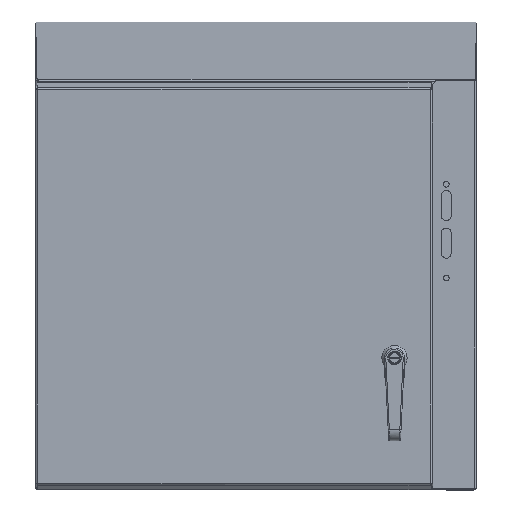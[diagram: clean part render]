
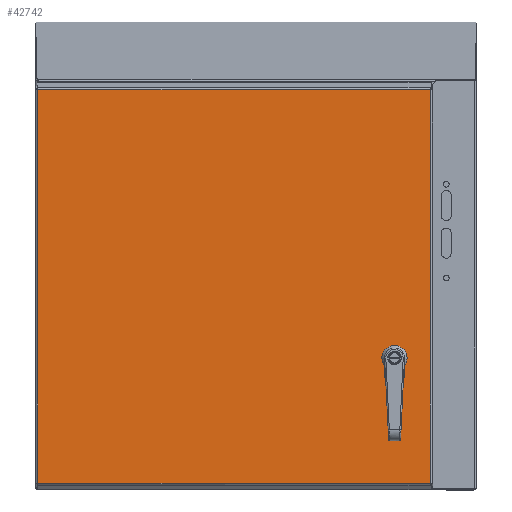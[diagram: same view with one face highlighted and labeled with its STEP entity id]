
A CAD part, top view. The second image highlights one B-rep face of the part: STEP entity #42742.
In plain terms, the highlighted planar face has unit normal (0, 0, 1).
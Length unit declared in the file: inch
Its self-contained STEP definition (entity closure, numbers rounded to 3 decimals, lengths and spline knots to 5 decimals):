
#1667 = LINE ( 'NONE', #59522, #63418 ) ;
#3199 = CARTESIAN_POINT ( 'NONE',  ( 6.91379, -5.09387, 8.8865 ) ) ;
#3586 = DIRECTION ( 'NONE',  ( -1., 0., 0. ) ) ;
#3959 = EDGE_CURVE ( 'NONE', #78855, #83693, #56111, .T. ) ;
#4093 = CARTESIAN_POINT ( 'NONE',  ( -10.89343, 8.30634, 8.8865 ) ) ;
#4901 = VECTOR ( 'NONE', #91472, 39.37008 ) ;
#4914 = CIRCLE ( 'NONE', #83765, 0.453 ) ;
#6084 = EDGE_CURVE ( 'NONE', #56361, #27667, #66701, .T. ) ;
#6191 = EDGE_CURVE ( 'NONE', #83693, #31060, #4914, .T. ) ;
#6602 = VERTEX_POINT ( 'NONE', #51155 ) ;
#7005 = VECTOR ( 'NONE', #113808, 39.37008 ) ;
#7557 = DIRECTION ( 'NONE',  ( 0., 0., 1. ) ) ;
#7917 = ORIENTED_EDGE ( 'NONE', *, *, #3959, .T. ) ;
#8498 = ORIENTED_EDGE ( 'NONE', *, *, #22029, .T. ) ;
#9948 = DIRECTION ( 'NONE',  ( 0., 0., -1. ) ) ;
#11994 = VERTEX_POINT ( 'NONE', #16272 ) ;
#12041 = EDGE_CURVE ( 'NONE', #31060, #99544, #60828, .T. ) ;
#12582 = VERTEX_POINT ( 'NONE', #93670 ) ;
#15046 = EDGE_CURVE ( 'NONE', #11994, #89959, #70233, .T. ) ;
#15758 = CARTESIAN_POINT ( 'NONE',  ( 7.12738, -5.49341, 8.8865 ) ) ;
#16272 = CARTESIAN_POINT ( 'NONE',  ( 6.51432, -5.30748, 8.8865 ) ) ;
#22029 = EDGE_CURVE ( 'NONE', #6602, #61757, #33474, .T. ) ;
#24565 = VECTOR ( 'NONE', #80730, 39.37008 ) ;
#25513 = DIRECTION ( 'NONE',  ( 0., 1., 0. ) ) ;
#26400 = CARTESIAN_POINT ( 'NONE',  ( -1.09243, -1.51683, 8.8865 ) ) ;
#27667 = VERTEX_POINT ( 'NONE', #107290 ) ;
#27943 = VERTEX_POINT ( 'NONE', #34989 ) ;
#28061 = EDGE_CURVE ( 'NONE', #99544, #56361, #95568, .T. ) ;
#28093 = CARTESIAN_POINT ( 'NONE',  ( 7.12744, -4.69441, 8.8865 ) ) ;
#28107 = DIRECTION ( 'NONE',  ( -1., 0., 0. ) ) ;
#28533 = VECTOR ( 'NONE', #25513, 39.37008 ) ;
#29108 = EDGE_CURVE ( 'NONE', #27943, #6602, #1667, .T. ) ;
#30175 = CARTESIAN_POINT ( 'NONE',  ( -10.89343, -1.51683, 8.8865 ) ) ;
#31060 = VERTEX_POINT ( 'NONE', #45395 ) ;
#31347 = LINE ( 'NONE', #30175, #7005 ) ;
#31383 = ORIENTED_EDGE ( 'NONE', *, *, #28061, .T. ) ;
#32644 = ORIENTED_EDGE ( 'NONE', *, *, #15046, .T. ) ;
#33474 = LINE ( 'NONE', #106561, #91095 ) ;
#34989 = CARTESIAN_POINT ( 'NONE',  ( 8.70857, -11.34001, 8.8865 ) ) ;
#37027 = ORIENTED_EDGE ( 'NONE', *, *, #29108, .T. ) ;
#39202 = ORIENTED_EDGE ( 'NONE', *, *, #81541, .T. ) ;
#42742 = ADVANCED_FACE ( 'NONE', ( #98084, #73629 ), #91141, .T. ) ;
#44941 = AXIS2_PLACEMENT_3D ( 'NONE', #91621, #118588, #64227 ) ;
#45045 = DIRECTION ( 'NONE',  ( -1., 0., 0. ) ) ;
#45395 = CARTESIAN_POINT ( 'NONE',  ( 7.31332, -4.88035, 8.8865 ) ) ;
#49514 = AXIS2_PLACEMENT_3D ( 'NONE', #83548, #9948, #74236 ) ;
#49525 = CIRCLE ( 'NONE', #49514, 0.453 ) ;
#51155 = CARTESIAN_POINT ( 'NONE',  ( 8.70857, 8.30634, 8.8865 ) ) ;
#54628 = CARTESIAN_POINT ( 'NONE',  ( -1.09243, -5.49341, 8.8865 ) ) ;
#56111 = LINE ( 'NONE', #99194, #24565 ) ;
#56361 = VERTEX_POINT ( 'NONE', #15758 ) ;
#56982 = CARTESIAN_POINT ( 'NONE',  ( 6.91382, -5.09391, 8.8865 ) ) ;
#59522 = CARTESIAN_POINT ( 'NONE',  ( 8.70857, -1.51683, 8.8865 ) ) ;
#60333 = CARTESIAN_POINT ( 'NONE',  ( 6.51432, -4.88035, 8.8865 ) ) ;
#60828 = LINE ( 'NONE', #109936, #4901 ) ;
#61757 = VERTEX_POINT ( 'NONE', #4093 ) ;
#63418 = VECTOR ( 'NONE', #75646, 39.37008 ) ;
#63475 = EDGE_CURVE ( 'NONE', #27667, #11994, #66501, .T. ) ;
#64227 = DIRECTION ( 'NONE',  ( -1., 0., 0. ) ) ;
#66501 = CIRCLE ( 'NONE', #44941, 0.453 ) ;
#66701 = LINE ( 'NONE', #54628, #75395 ) ;
#67111 = EDGE_LOOP ( 'NONE', ( #107164, #7917, #95885, #101498, #31383, #75468, #81955, #32644 ) ) ;
#69463 = CARTESIAN_POINT ( 'NONE',  ( -1.09243, -11.34001, 8.8865 ) ) ;
#70233 = LINE ( 'NONE', #70590, #28533 ) ;
#70590 = CARTESIAN_POINT ( 'NONE',  ( 6.51432, -1.51683, 8.8865 ) ) ;
#73629 = FACE_BOUND ( 'NONE', #67111, .T. ) ;
#73635 = VECTOR ( 'NONE', #95178, 39.37008 ) ;
#74236 = DIRECTION ( 'NONE',  ( -1., 0., 0. ) ) ;
#75395 = VECTOR ( 'NONE', #110534, 39.37008 ) ;
#75468 = ORIENTED_EDGE ( 'NONE', *, *, #6084, .T. ) ;
#75646 = DIRECTION ( 'NONE',  ( 0., 1., 0. ) ) ;
#75853 = AXIS2_PLACEMENT_3D ( 'NONE', #26400, #7557, #98353 ) ;
#78855 = VERTEX_POINT ( 'NONE', #80390 ) ;
#80390 = CARTESIAN_POINT ( 'NONE',  ( 6.70032, -4.69441, 8.8865 ) ) ;
#80730 = DIRECTION ( 'NONE',  ( 1., 0., 0. ) ) ;
#81541 = EDGE_CURVE ( 'NONE', #12582, #27943, #98091, .T. ) ;
#81955 = ORIENTED_EDGE ( 'NONE', *, *, #63475, .T. ) ;
#83548 = CARTESIAN_POINT ( 'NONE',  ( 6.91379, -5.09396, 8.8865 ) ) ;
#83693 = VERTEX_POINT ( 'NONE', #28093 ) ;
#83765 = AXIS2_PLACEMENT_3D ( 'NONE', #3199, #113668, #3586 ) ;
#84935 = AXIS2_PLACEMENT_3D ( 'NONE', #56982, #101720, #28107 ) ;
#89959 = VERTEX_POINT ( 'NONE', #60333 ) ;
#91095 = VECTOR ( 'NONE', #45045, 39.37008 ) ;
#91141 = PLANE ( 'NONE',  #75853 ) ;
#91472 = DIRECTION ( 'NONE',  ( 0., -1., 0. ) ) ;
#91621 = CARTESIAN_POINT ( 'NONE',  ( 6.91382, -5.09391, 8.8865 ) ) ;
#93670 = CARTESIAN_POINT ( 'NONE',  ( -10.89343, -11.34001, 8.8865 ) ) ;
#95178 = DIRECTION ( 'NONE',  ( 1., 0., 0. ) ) ;
#95568 = CIRCLE ( 'NONE', #84935, 0.453 ) ;
#95885 = ORIENTED_EDGE ( 'NONE', *, *, #6191, .T. ) ;
#98084 = FACE_OUTER_BOUND ( 'NONE', #111348, .T. ) ;
#98091 = LINE ( 'NONE', #69463, #73635 ) ;
#98353 = DIRECTION ( 'NONE',  ( 1., 0., 0. ) ) ;
#98475 = EDGE_CURVE ( 'NONE', #89959, #78855, #49525, .T. ) ;
#99194 = CARTESIAN_POINT ( 'NONE',  ( -1.09243, -4.69441, 8.8865 ) ) ;
#99544 = VERTEX_POINT ( 'NONE', #108763 ) ;
#101032 = EDGE_CURVE ( 'NONE', #61757, #12582, #31347, .T. ) ;
#101498 = ORIENTED_EDGE ( 'NONE', *, *, #12041, .T. ) ;
#101720 = DIRECTION ( 'NONE',  ( 0., 0., -1. ) ) ;
#106561 = CARTESIAN_POINT ( 'NONE',  ( -1.09243, 8.30634, 8.8865 ) ) ;
#107164 = ORIENTED_EDGE ( 'NONE', *, *, #98475, .T. ) ;
#107290 = CARTESIAN_POINT ( 'NONE',  ( 6.70026, -5.49341, 8.8865 ) ) ;
#108763 = CARTESIAN_POINT ( 'NONE',  ( 7.31332, -5.30748, 8.8865 ) ) ;
#109936 = CARTESIAN_POINT ( 'NONE',  ( 7.31332, -1.51683, 8.8865 ) ) ;
#110534 = DIRECTION ( 'NONE',  ( -1., 0., 0. ) ) ;
#111348 = EDGE_LOOP ( 'NONE', ( #8498, #116040, #39202, #37027 ) ) ;
#113668 = DIRECTION ( 'NONE',  ( 0., 0., -1. ) ) ;
#113808 = DIRECTION ( 'NONE',  ( 0., -1., 0. ) ) ;
#116040 = ORIENTED_EDGE ( 'NONE', *, *, #101032, .T. ) ;
#118588 = DIRECTION ( 'NONE',  ( 0., 0., -1. ) ) ;
